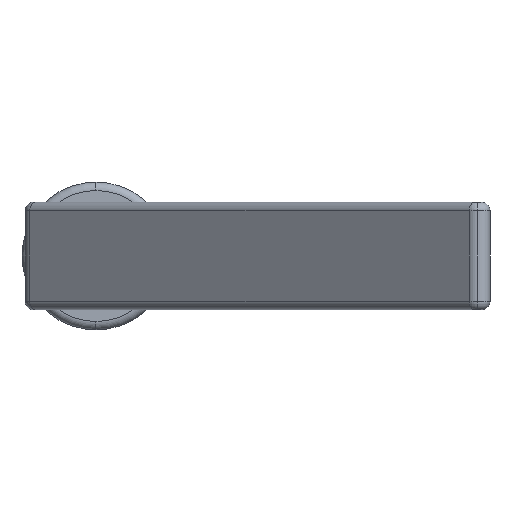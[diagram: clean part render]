
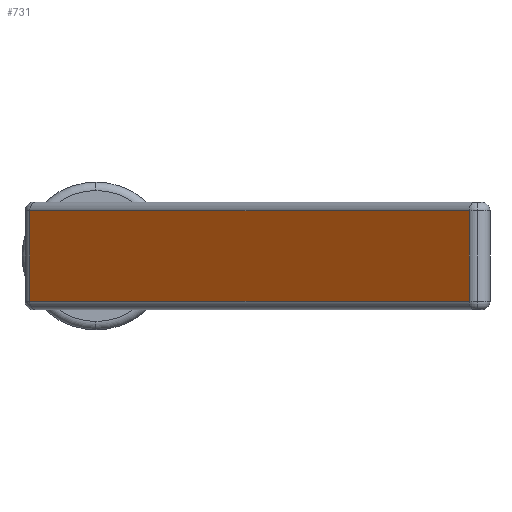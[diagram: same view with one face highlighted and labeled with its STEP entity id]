
A CAD part, left-side view. The second image highlights one B-rep face of the part: STEP entity #731.
In plain terms, the highlighted planar face has unit normal (-0.77, 0.637, 0).
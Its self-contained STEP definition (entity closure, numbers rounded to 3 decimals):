
#227 = DIRECTION ( 'NONE',  ( 0., 0., -1. ) ) ;
#533 = VECTOR ( 'NONE', #808, 1000. ) ;
#731 = ADVANCED_FACE ( 'NONE', ( #1142 ), #1496, .F. ) ;
#803 = VECTOR ( 'NONE', #3151, 1000. ) ;
#808 = DIRECTION ( 'NONE',  ( 0.637, 0.771, 0. ) ) ;
#912 = CARTESIAN_POINT ( 'NONE',  ( 90.1, 108.912, 12.75 ) ) ;
#1046 = CARTESIAN_POINT ( 'NONE',  ( 4.064, 4.912, 10.75 ) ) ;
#1080 = LINE ( 'NONE', #2020, #533 ) ;
#1142 = FACE_OUTER_BOUND ( 'NONE', #2300, .T. ) ;
#1337 = LINE ( 'NONE', #2302, #803 ) ;
#1346 = EDGE_CURVE ( 'NONE', #3231, #1550, #1080, .T. ) ;
#1361 = VECTOR ( 'NONE', #1837, 1000. ) ;
#1468 = EDGE_CURVE ( 'NONE', #3231, #2309, #1509, .T. ) ;
#1496 = PLANE ( 'NONE',  #1797 ) ;
#1509 = LINE ( 'NONE', #2036, #2345 ) ;
#1550 = VERTEX_POINT ( 'NONE', #3872 ) ;
#1770 = VERTEX_POINT ( 'NONE', #1941 ) ;
#1797 = AXIS2_PLACEMENT_3D ( 'NONE', #912, #1818, #2086 ) ;
#1818 = DIRECTION ( 'NONE',  ( 0.771, -0.637, 0. ) ) ;
#1837 = DIRECTION ( 'NONE',  ( 0., 0., -1. ) ) ;
#1919 = ORIENTED_EDGE ( 'NONE', *, *, #1346, .T. ) ;
#1941 = CARTESIAN_POINT ( 'NONE',  ( 90.1, 108.912, -10.75 ) ) ;
#2020 = CARTESIAN_POINT ( 'NONE',  ( 90.1, 108.912, 10.75 ) ) ;
#2036 = CARTESIAN_POINT ( 'NONE',  ( 4.064, 4.912, 12.75 ) ) ;
#2086 = DIRECTION ( 'NONE',  ( 0.637, 0.771, 0. ) ) ;
#2300 = EDGE_LOOP ( 'NONE', ( #3264, #3718, #2862, #1919 ) ) ;
#2302 = CARTESIAN_POINT ( 'NONE',  ( 90.1, 108.912, -10.75 ) ) ;
#2309 = VERTEX_POINT ( 'NONE', #3773 ) ;
#2345 = VECTOR ( 'NONE', #227, 1000. ) ;
#2579 = EDGE_CURVE ( 'NONE', #1770, #2309, #1337, .T. ) ;
#2699 = CARTESIAN_POINT ( 'NONE',  ( 90.1, 108.912, 12.75 ) ) ;
#2862 = ORIENTED_EDGE ( 'NONE', *, *, #1468, .F. ) ;
#3102 = EDGE_CURVE ( 'NONE', #1550, #1770, #3385, .T. ) ;
#3151 = DIRECTION ( 'NONE',  ( -0.637, -0.771, 0. ) ) ;
#3231 = VERTEX_POINT ( 'NONE', #1046 ) ;
#3264 = ORIENTED_EDGE ( 'NONE', *, *, #3102, .T. ) ;
#3385 = LINE ( 'NONE', #2699, #1361 ) ;
#3718 = ORIENTED_EDGE ( 'NONE', *, *, #2579, .T. ) ;
#3773 = CARTESIAN_POINT ( 'NONE',  ( 4.064, 4.912, -10.75 ) ) ;
#3872 = CARTESIAN_POINT ( 'NONE',  ( 90.1, 108.912, 10.75 ) ) ;
